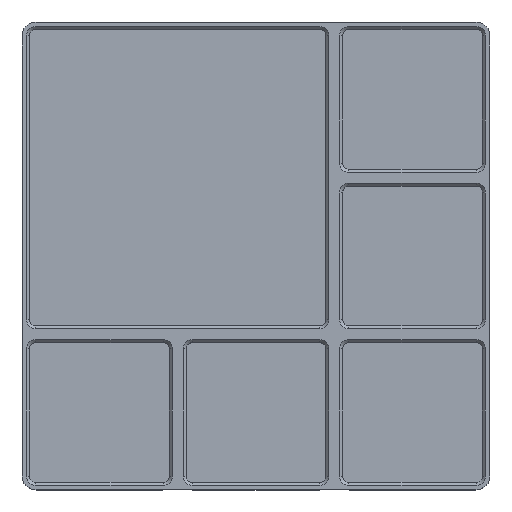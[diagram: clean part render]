
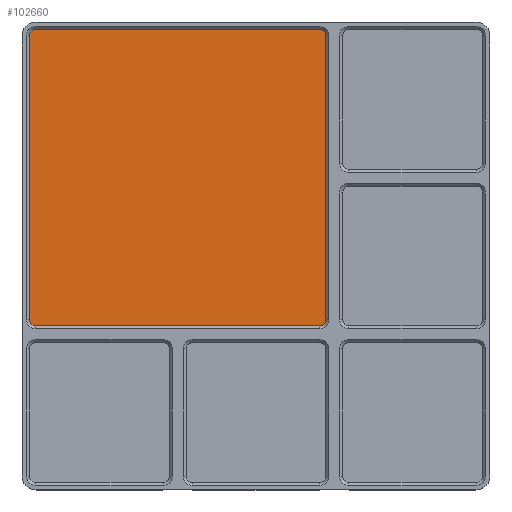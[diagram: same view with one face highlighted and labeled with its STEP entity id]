
A CAD part, top view. The second image highlights one B-rep face of the part: STEP entity #102660.
In plain terms, the highlighted planar face has unit normal (0, 0, 1).
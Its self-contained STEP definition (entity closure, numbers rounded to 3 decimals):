
#101000=CARTESIAN_POINT('',(249.75,290.15,7.));
#101010=VERTEX_POINT('',#101000);
#101040=CARTESIAN_POINT('',(248.15,290.15,7.));
#101050=DIRECTION('',(0.,0.,-1.));
#101060=DIRECTION('',(-1.,0.,0.));
#101070=AXIS2_PLACEMENT_3D('',#101040,#101050,#101060);
#101080=CIRCLE('',#101070,1.6);
#101090=CARTESIAN_POINT('',(248.15,291.75,7.));
#101100=VERTEX_POINT('',#101090);
#101110=EDGE_CURVE('',#101100,#101010,#101080,.T.);
#101580=CARTESIAN_POINT('',(171.85,291.75,7.));
#101590=VERTEX_POINT('',#101580);
#101620=CARTESIAN_POINT('',(171.85,290.15,7.));
#101630=DIRECTION('',(0.,0.,-1.));
#101640=DIRECTION('',(-1.,0.,0.));
#101650=AXIS2_PLACEMENT_3D('',#101620,#101630,#101640);
#101660=CIRCLE('',#101650,1.6);
#101670=CARTESIAN_POINT('',(170.25,290.15,7.));
#101680=VERTEX_POINT('',#101670);
#101690=EDGE_CURVE('',#101680,#101590,#101660,.T.);
#102110=CARTESIAN_POINT('',(231.,231.,7.));
#102120=DIRECTION('',(0.,0.,1.));
#102130=DIRECTION('',(-1.,0.,0.));
#102140=AXIS2_PLACEMENT_3D('',#102110,#102120,#102130);
#102150=PLANE('',#102140);
#102160=CARTESIAN_POINT('',(248.15,213.85,7.));
#102170=DIRECTION('',(0.,0.,-1.));
#102180=DIRECTION('',(1.,0.,0.));
#102190=AXIS2_PLACEMENT_3D('',#102160,#102170,#102180);
#102200=CIRCLE('',#102190,1.6);
#102210=CARTESIAN_POINT('',(249.75,213.85,7.));
#102220=VERTEX_POINT('',#102210);
#102230=CARTESIAN_POINT('',(248.15,212.25,7.));
#102240=VERTEX_POINT('',#102230);
#102250=EDGE_CURVE('',#102220,#102240,#102200,.T.);
#102260=ORIENTED_EDGE('',*,*,#102250,.F.);
#102270=CARTESIAN_POINT('',(205.,212.25,7.));
#102280=DIRECTION('',(-1.,0.,0.));
#102290=VECTOR('',#102280,1.);
#102300=LINE('',#102270,#102290);
#102310=CARTESIAN_POINT('',(171.85,212.25,7.));
#102320=VERTEX_POINT('',#102310);
#102330=EDGE_CURVE('',#102240,#102320,#102300,.T.);
#102340=ORIENTED_EDGE('',*,*,#102330,.F.);
#102350=CARTESIAN_POINT('',(171.85,213.85,7.));
#102360=DIRECTION('',(0.,0.,-1.));
#102370=DIRECTION('',(1.,0.,0.));
#102380=AXIS2_PLACEMENT_3D('',#102350,#102360,#102370);
#102390=CIRCLE('',#102380,1.6);
#102400=CARTESIAN_POINT('',(170.25,213.85,7.));
#102410=VERTEX_POINT('',#102400);
#102420=EDGE_CURVE('',#102320,#102410,#102390,.T.);
#102430=ORIENTED_EDGE('',*,*,#102420,.F.);
#102440=CARTESIAN_POINT('',(170.25,257.,7.));
#102450=DIRECTION('',(0.,1.,0.));
#102460=VECTOR('',#102450,1.);
#102470=LINE('',#102440,#102460);
#102480=EDGE_CURVE('',#102410,#101680,#102470,.T.);
#102490=ORIENTED_EDGE('',*,*,#102480,.F.);
#102500=ORIENTED_EDGE('',*,*,#101690,.F.);
#102510=CARTESIAN_POINT('',(215.,291.75,7.));
#102520=DIRECTION('',(1.,0.,0.));
#102530=VECTOR('',#102520,1.);
#102540=LINE('',#102510,#102530);
#102550=EDGE_CURVE('',#101590,#101100,#102540,.T.);
#102560=ORIENTED_EDGE('',*,*,#102550,.F.);
#102570=ORIENTED_EDGE('',*,*,#101110,.F.);
#102580=CARTESIAN_POINT('',(249.75,247.,7.));
#102590=DIRECTION('',(0.,-1.,0.));
#102600=VECTOR('',#102590,1.);
#102610=LINE('',#102580,#102600);
#102620=EDGE_CURVE('',#101010,#102220,#102610,.T.);
#102630=ORIENTED_EDGE('',*,*,#102620,.F.);
#102640=EDGE_LOOP('',(#102630,#102570,#102560,#102500,#102490,#102430,
#102340,#102260));
#102650=FACE_OUTER_BOUND('',#102640,.T.);
#102660=ADVANCED_FACE('',(#102650),#102150,.T.);
